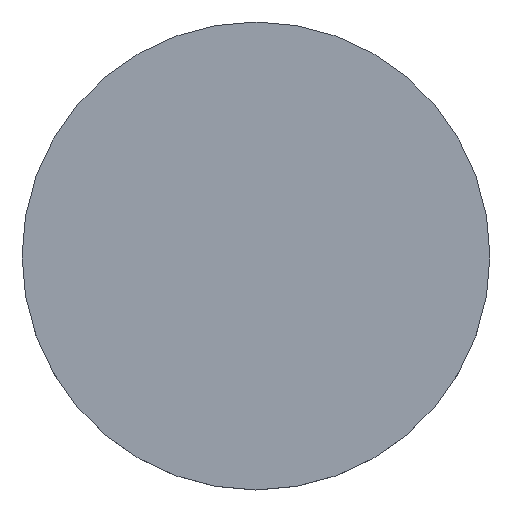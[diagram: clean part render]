
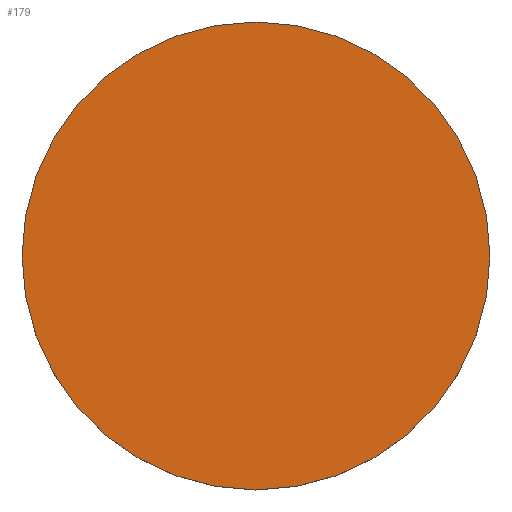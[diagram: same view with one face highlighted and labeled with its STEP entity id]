
A CAD part, top view. The second image highlights one B-rep face of the part: STEP entity #179.
In plain terms, the highlighted planar face has unit normal (0, 0, 1).
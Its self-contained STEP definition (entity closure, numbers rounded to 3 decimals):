
#1 = PLANE ( 'NONE',  #162 ) ;
#14 = EDGE_CURVE ( 'NONE', #114, #48, #39, .T. ) ;
#17 = FACE_OUTER_BOUND ( 'NONE', #21, .T. ) ;
#21 = EDGE_LOOP ( 'NONE', ( #199, #215 ) ) ;
#39 = CIRCLE ( 'NONE', #122, 25.4 ) ;
#41 = AXIS2_PLACEMENT_3D ( 'NONE', #43, #174, #220 ) ;
#43 = CARTESIAN_POINT ( 'NONE',  ( 0., 0., 5. ) ) ;
#48 = VERTEX_POINT ( 'NONE', #167 ) ;
#102 = DIRECTION ( 'NONE',  ( 1., 0., 0. ) ) ;
#113 = EDGE_CURVE ( 'NONE', #48, #114, #158, .T. ) ;
#114 = VERTEX_POINT ( 'NONE', #217 ) ;
#122 = AXIS2_PLACEMENT_3D ( 'NONE', #170, #163, #188 ) ;
#158 = CIRCLE ( 'NONE', #41, 25.4 ) ;
#162 = AXIS2_PLACEMENT_3D ( 'NONE', #173, #178, #102 ) ;
#163 = DIRECTION ( 'NONE',  ( 0., 0., -1. ) ) ;
#167 = CARTESIAN_POINT ( 'NONE',  ( 25.4, 0., 5. ) ) ;
#170 = CARTESIAN_POINT ( 'NONE',  ( 0., 0., 5. ) ) ;
#173 = CARTESIAN_POINT ( 'NONE',  ( 0., 52.02, 5. ) ) ;
#174 = DIRECTION ( 'NONE',  ( 0., 0., -1. ) ) ;
#178 = DIRECTION ( 'NONE',  ( 0., 0., 1. ) ) ;
#179 = ADVANCED_FACE ( 'NONE', ( #17 ), #1, .T. ) ;
#188 = DIRECTION ( 'NONE',  ( 1., 0., 0. ) ) ;
#199 = ORIENTED_EDGE ( 'NONE', *, *, #113, .F. ) ;
#215 = ORIENTED_EDGE ( 'NONE', *, *, #14, .F. ) ;
#217 = CARTESIAN_POINT ( 'NONE',  ( -25.4, 0., 5. ) ) ;
#220 = DIRECTION ( 'NONE',  ( 1., 0., 0. ) ) ;
